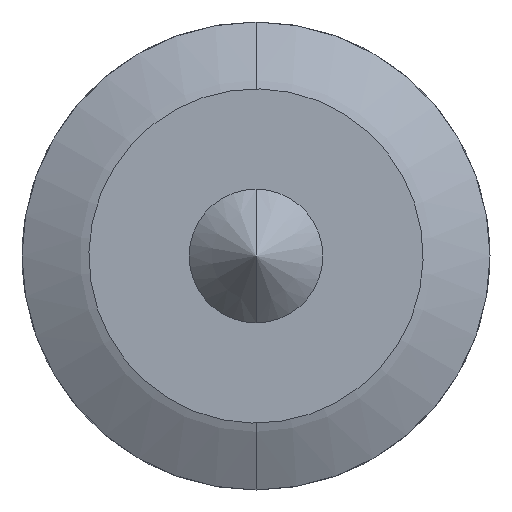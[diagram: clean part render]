
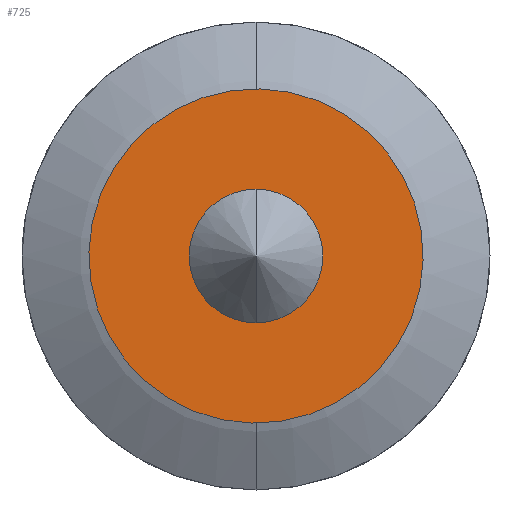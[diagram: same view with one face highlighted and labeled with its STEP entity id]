
A CAD part, front view. The second image highlights one B-rep face of the part: STEP entity #725.
In plain terms, the highlighted planar face has unit normal (0, -1, 0).
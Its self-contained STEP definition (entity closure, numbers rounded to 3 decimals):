
#96 = CARTESIAN_POINT ( 'NONE',  ( 0., 0., -5. ) ) ;
#100 = CARTESIAN_POINT ( 'NONE',  ( 0., 0., 1.75 ) ) ;
#101 = CARTESIAN_POINT ( 'NONE',  ( 0., 0., -1.75 ) ) ;
#110 = CARTESIAN_POINT ( 'NONE',  ( 0., 0., 5. ) ) ;
#157 = DIRECTION ( 'NONE',  ( 0., 0., 1. ) ) ;
#158 = DIRECTION ( 'NONE',  ( 0., 1., 0. ) ) ;
#159 = CARTESIAN_POINT ( 'NONE',  ( 0., 0., 0. ) ) ;
#160 = PLANE ( 'NONE',  #803 ) ;
#226 = EDGE_LOOP ( 'NONE', ( #325, #330 ) ) ;
#227 = EDGE_LOOP ( 'NONE', ( #328, #331 ) ) ;
#325 = ORIENTED_EDGE ( 'NONE', *, *, #881, .F. ) ;
#328 = ORIENTED_EDGE ( 'NONE', *, *, #908, .T. ) ;
#330 = ORIENTED_EDGE ( 'NONE', *, *, #905, .F. ) ;
#331 = ORIENTED_EDGE ( 'NONE', *, *, #898, .T. ) ;
#366 = VERTEX_POINT ( 'NONE', #100 ) ;
#367 = VERTEX_POINT ( 'NONE', #101 ) ;
#368 = VERTEX_POINT ( 'NONE', #110 ) ;
#371 = VERTEX_POINT ( 'NONE', #96 ) ;
#410 = FACE_OUTER_BOUND ( 'NONE', #226, .T. ) ;
#411 = FACE_BOUND ( 'NONE', #227, .T. ) ;
#479 = AXIS2_PLACEMENT_3D ( 'NONE', #994, #993, #992 ) ;
#482 = CIRCLE ( 'NONE', #506, 5. ) ;
#494 = AXIS2_PLACEMENT_3D ( 'NONE', #954, #953, #952 ) ;
#499 = CIRCLE ( 'NONE', #479, 1.75 ) ;
#506 = AXIS2_PLACEMENT_3D ( 'NONE', #669, #645, #636 ) ;
#517 = CIRCLE ( 'NONE', #524, 5. ) ;
#523 = CIRCLE ( 'NONE', #494, 1.75 ) ;
#524 = AXIS2_PLACEMENT_3D ( 'NONE', #966, #965, #964 ) ;
#636 = DIRECTION ( 'NONE',  ( 0., 0., 1. ) ) ;
#645 = DIRECTION ( 'NONE',  ( 0., 1., 0. ) ) ;
#669 = CARTESIAN_POINT ( 'NONE',  ( 0., 0., 0. ) ) ;
#725 = ADVANCED_FACE ( 'NONE', ( #410, #411 ), #160, .F. ) ;
#803 = AXIS2_PLACEMENT_3D ( 'NONE', #159, #158, #157 ) ;
#881 = EDGE_CURVE ( 'NONE', #371, #368, #482, .T. ) ;
#898 = EDGE_CURVE ( 'NONE', #366, #367, #499, .T. ) ;
#905 = EDGE_CURVE ( 'NONE', #368, #371, #517, .T. ) ;
#908 = EDGE_CURVE ( 'NONE', #367, #366, #523, .T. ) ;
#952 = DIRECTION ( 'NONE',  ( 0., 0., 1. ) ) ;
#953 = DIRECTION ( 'NONE',  ( 0., 1., 0. ) ) ;
#954 = CARTESIAN_POINT ( 'NONE',  ( 0., 0., 0. ) ) ;
#964 = DIRECTION ( 'NONE',  ( 0., 0., 1. ) ) ;
#965 = DIRECTION ( 'NONE',  ( 0., 1., 0. ) ) ;
#966 = CARTESIAN_POINT ( 'NONE',  ( 0., 0., 0. ) ) ;
#992 = DIRECTION ( 'NONE',  ( 0., 0., 1. ) ) ;
#993 = DIRECTION ( 'NONE',  ( 0., 1., 0. ) ) ;
#994 = CARTESIAN_POINT ( 'NONE',  ( 0., 0., 0. ) ) ;
